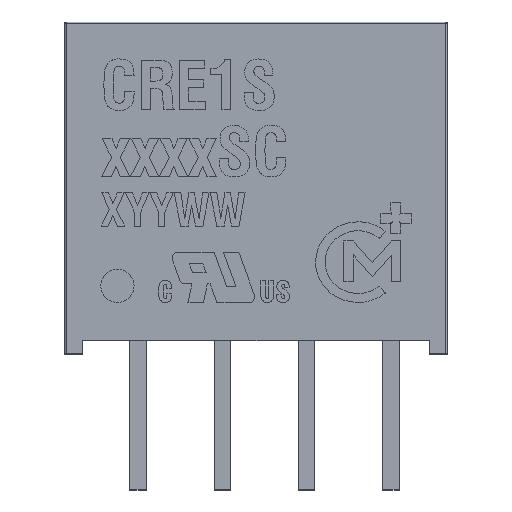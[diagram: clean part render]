
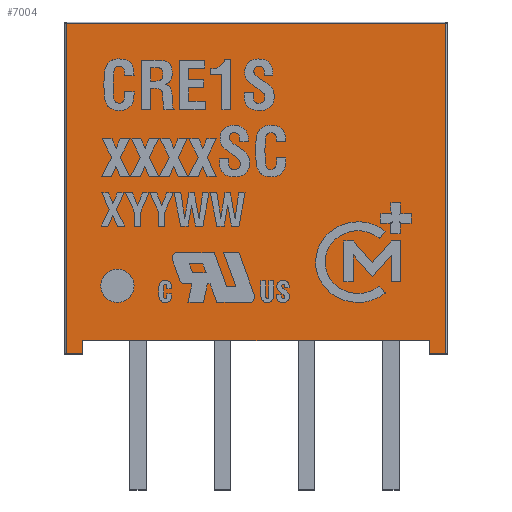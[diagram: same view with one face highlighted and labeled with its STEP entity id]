
A CAD part, top view. The second image highlights one B-rep face of the part: STEP entity #7004.
In plain terms, the highlighted planar face has unit normal (0, 0, 1).
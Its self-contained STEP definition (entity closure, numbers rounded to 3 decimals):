
#32 = LINE ( 'NONE', #19432, #19566 ) ;
#232 = VERTEX_POINT ( 'NONE', #6153 ) ;
#767 = DIRECTION ( 'NONE',  ( -1., 0., 0. ) ) ;
#2826 = EDGE_CURVE ( 'NONE', #29487, #21729, #23348, .T. ) ;
#2894 = LINE ( 'NONE', #31168, #16409 ) ;
#3054 = VECTOR ( 'NONE', #6332, 1000. ) ;
#3659 = ORIENTED_EDGE ( 'NONE', *, *, #20634, .F. ) ;
#3878 = EDGE_LOOP ( 'NONE', ( #17426, #5931, #25117, #17047, #3659, #30451, #24318, #21039 ) ) ;
#3904 = EDGE_CURVE ( 'NONE', #232, #14635, #23223, .T. ) ;
#5102 = CARTESIAN_POINT ( 'NONE',  ( 9.32, 0.9, 1.13 ) ) ;
#5257 = DIRECTION ( 'NONE',  ( 0., -1., 0. ) ) ;
#5931 = ORIENTED_EDGE ( 'NONE', *, *, #2826, .T. ) ;
#6153 = CARTESIAN_POINT ( 'NONE',  ( -2.16, 10.85, 1.13 ) ) ;
#6210 = CARTESIAN_POINT ( 'NONE',  ( -2.16, 0.9, 1.13 ) ) ;
#6332 = DIRECTION ( 'NONE',  ( 0., 1., 0. ) ) ;
#6421 = CARTESIAN_POINT ( 'NONE',  ( 8.77, 1.3, 1.13 ) ) ;
#6963 = VERTEX_POINT ( 'NONE', #12262 ) ;
#7004 = ADVANCED_FACE ( 'NONE', ( #17231 ), #27918, .T. ) ;
#7697 = DIRECTION ( 'NONE',  ( 1., 0., 0. ) ) ;
#7866 = VECTOR ( 'NONE', #24072, 1000. ) ;
#8154 = CARTESIAN_POINT ( 'NONE',  ( -1.66, 1.3, 1.13 ) ) ;
#9449 = DIRECTION ( 'NONE',  ( -1., 0., 0. ) ) ;
#9578 = EDGE_CURVE ( 'NONE', #11602, #14049, #10149, .T. ) ;
#10149 = LINE ( 'NONE', #31251, #22830 ) ;
#11602 = VERTEX_POINT ( 'NONE', #22999 ) ;
#12262 = CARTESIAN_POINT ( 'NONE',  ( -1.66, 0.9, 1.13 ) ) ;
#12905 = DIRECTION ( 'NONE',  ( -1., 0., 0. ) ) ;
#14049 = VERTEX_POINT ( 'NONE', #8154 ) ;
#14635 = VERTEX_POINT ( 'NONE', #6210 ) ;
#15931 = DIRECTION ( 'NONE',  ( 0., -1., 0. ) ) ;
#16112 = EDGE_CURVE ( 'NONE', #29007, #11602, #31131, .T. ) ;
#16409 = VECTOR ( 'NONE', #15931, 1000. ) ;
#16430 = CARTESIAN_POINT ( 'NONE',  ( 9.27, 10.9, 1.13 ) ) ;
#17047 = ORIENTED_EDGE ( 'NONE', *, *, #3904, .T. ) ;
#17231 = FACE_OUTER_BOUND ( 'NONE', #3878, .T. ) ;
#17426 = ORIENTED_EDGE ( 'NONE', *, *, #30272, .F. ) ;
#19432 = CARTESIAN_POINT ( 'NONE',  ( -2.21, 10.85, 1.13 ) ) ;
#19566 = VECTOR ( 'NONE', #9449, 1000. ) ;
#20634 = EDGE_CURVE ( 'NONE', #6963, #14635, #21395, .T. ) ;
#20780 = EDGE_CURVE ( 'NONE', #21729, #232, #32, .T. ) ;
#20860 = CARTESIAN_POINT ( 'NONE',  ( 9.27, 10.85, 1.13 ) ) ;
#21039 = ORIENTED_EDGE ( 'NONE', *, *, #16112, .F. ) ;
#21395 = LINE ( 'NONE', #21564, #7866 ) ;
#21564 = CARTESIAN_POINT ( 'NONE',  ( -2.21, 0.9, 1.13 ) ) ;
#21729 = VERTEX_POINT ( 'NONE', #20860 ) ;
#22480 = AXIS2_PLACEMENT_3D ( 'NONE', #5102, #22892, #7697 ) ;
#22830 = VECTOR ( 'NONE', #767, 1000. ) ;
#22892 = DIRECTION ( 'NONE',  ( 0., 0., 1. ) ) ;
#22999 = CARTESIAN_POINT ( 'NONE',  ( 8.77, 1.3, 1.13 ) ) ;
#23223 = LINE ( 'NONE', #28147, #26802 ) ;
#23348 = LINE ( 'NONE', #16430, #3054 ) ;
#23551 = VECTOR ( 'NONE', #29304, 1000. ) ;
#24072 = DIRECTION ( 'NONE',  ( -1., 0., 0. ) ) ;
#24318 = ORIENTED_EDGE ( 'NONE', *, *, #9578, .F. ) ;
#25117 = ORIENTED_EDGE ( 'NONE', *, *, #20780, .T. ) ;
#25159 = VECTOR ( 'NONE', #12905, 1000. ) ;
#25745 = EDGE_CURVE ( 'NONE', #14049, #6963, #2894, .T. ) ;
#26640 = CARTESIAN_POINT ( 'NONE',  ( 8.77, 0.9, 1.13 ) ) ;
#26802 = VECTOR ( 'NONE', #5257, 1000. ) ;
#27918 = PLANE ( 'NONE',  #22480 ) ;
#28109 = CARTESIAN_POINT ( 'NONE',  ( 8.77, 0.9, 1.13 ) ) ;
#28147 = CARTESIAN_POINT ( 'NONE',  ( -2.16, 0.9, 1.13 ) ) ;
#29007 = VERTEX_POINT ( 'NONE', #26640 ) ;
#29304 = DIRECTION ( 'NONE',  ( 0., 1., 0. ) ) ;
#29487 = VERTEX_POINT ( 'NONE', #31850 ) ;
#30272 = EDGE_CURVE ( 'NONE', #29487, #29007, #31927, .T. ) ;
#30451 = ORIENTED_EDGE ( 'NONE', *, *, #25745, .F. ) ;
#31131 = LINE ( 'NONE', #6421, #23551 ) ;
#31168 = CARTESIAN_POINT ( 'NONE',  ( -1.66, 0.9, 1.13 ) ) ;
#31251 = CARTESIAN_POINT ( 'NONE',  ( -1.66, 1.3, 1.13 ) ) ;
#31850 = CARTESIAN_POINT ( 'NONE',  ( 9.27, 0.9, 1.13 ) ) ;
#31927 = LINE ( 'NONE', #28109, #25159 ) ;
